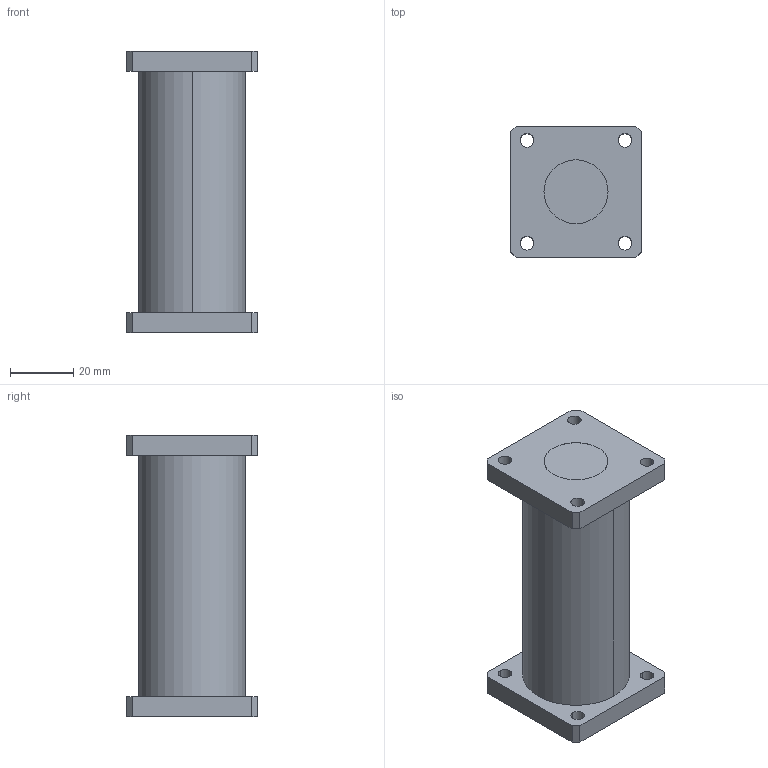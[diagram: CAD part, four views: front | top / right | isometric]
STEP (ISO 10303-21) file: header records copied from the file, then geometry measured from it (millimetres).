
FILE_DESCRIPTION (( 'STEP AP214' ), '1' );
FILE_NAME ('SWT-90797-SA.STEP', '2019-02-07T18:00:08', ( '' ), ( '' ), 'SwSTEP 2.0', 'SolidWorks 2016', '' );
FILE_SCHEMA (( 'AUTOMOTIVE_DESIGN' ));
Length unit declared in the file: inch
Products named in the file (1): SWT-90797-SA
Bounding box: 41.4 x 41.4 x 88.9 mm (x, y, z)
Volume: 89213.8 mm3; surface area: 15636.5 mm2
Topology: 1 solids, 1 shells, 46 faces, 120 edges, 80 vertices
Faces by surface type: plane 26, cylinder 20
Entity records: 1496 total; most frequent: DIRECTION 254, CARTESIAN_POINT 247, ORIENTED_EDGE 240, EDGE_CURVE 120, AXIS2_PLACEMENT_3D 87, VECTOR 80, VERTEX_POINT 80, LINE 80
